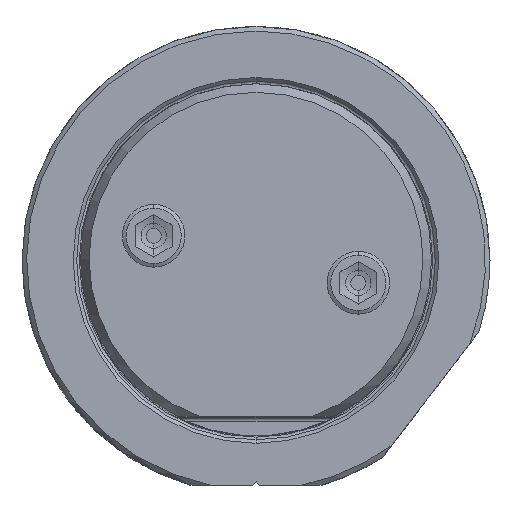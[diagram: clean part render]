
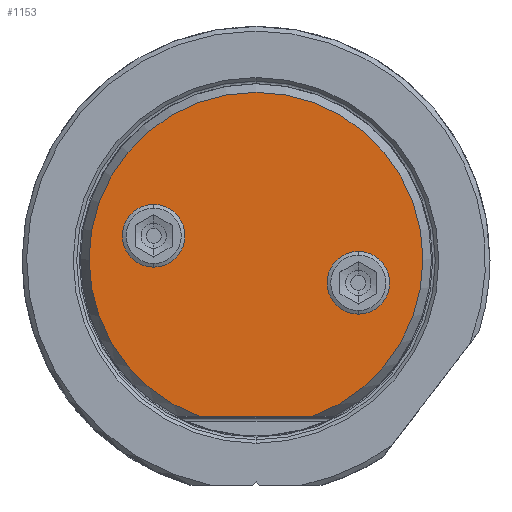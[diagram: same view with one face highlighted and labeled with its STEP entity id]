
A CAD part, top view. The second image highlights one B-rep face of the part: STEP entity #1153.
In plain terms, the highlighted planar face has unit normal (0, 0, 1).
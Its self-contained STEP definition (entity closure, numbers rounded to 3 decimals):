
#84=FACE_BOUND('',#1832,.T.);
#85=FACE_BOUND('',#1833,.T.);
#86=FACE_BOUND('',#1834,.T.);
#192=PLANE('',#6242);
#398=LINE('',#14259,#717);
#717=VECTOR('',#7340,1.);
#1153=ADVANCED_FACE('',(#84,#85,#86),#192,.T.);
#1832=EDGE_LOOP('',(#3104,#3105,#3106));
#1833=EDGE_LOOP('',(#3107,#3108));
#1834=EDGE_LOOP('',(#3109,#3110));
#3104=ORIENTED_EDGE('',*,*,#5101,.T.);
#3105=ORIENTED_EDGE('',*,*,#5102,.T.);
#3106=ORIENTED_EDGE('',*,*,#5103,.T.);
#3107=ORIENTED_EDGE('',*,*,#5097,.T.);
#3108=ORIENTED_EDGE('',*,*,#5100,.T.);
#3109=ORIENTED_EDGE('',*,*,#5104,.T.);
#3110=ORIENTED_EDGE('',*,*,#5105,.T.);
#4376=VERTEX_POINT('',#14248);
#4377=VERTEX_POINT('',#14250);
#4378=VERTEX_POINT('',#14257);
#4379=VERTEX_POINT('',#14258);
#4380=VERTEX_POINT('',#14260);
#4381=VERTEX_POINT('',#14263);
#4382=VERTEX_POINT('',#14264);
#5097=EDGE_CURVE('',#4377,#4376,#5619,.T.);
#5100=EDGE_CURVE('',#4376,#4377,#5621,.T.);
#5101=EDGE_CURVE('',#4378,#4379,#5622,.T.);
#5102=EDGE_CURVE('',#4379,#4380,#398,.T.);
#5103=EDGE_CURVE('',#4380,#4378,#5623,.T.);
#5104=EDGE_CURVE('',#4381,#4382,#5624,.T.);
#5105=EDGE_CURVE('',#4382,#4381,#5625,.T.);
#5619=CIRCLE('',#6233,3.4);
#5621=CIRCLE('',#6236,3.4);
#5622=CIRCLE('',#6238,18.122);
#5623=CIRCLE('',#6239,18.122);
#5624=CIRCLE('',#6240,3.4);
#5625=CIRCLE('',#6241,3.4);
#6233=AXIS2_PLACEMENT_3D('',#14249,#7327,#7328);
#6236=AXIS2_PLACEMENT_3D('',#14254,#7334,#7335);
#6238=AXIS2_PLACEMENT_3D('',#14256,#7338,#7339);
#6239=AXIS2_PLACEMENT_3D('',#14261,#7341,#7342);
#6240=AXIS2_PLACEMENT_3D('',#14262,#7343,#7344);
#6241=AXIS2_PLACEMENT_3D('',#14265,#7345,#7346);
#6242=AXIS2_PLACEMENT_3D('',#14266,#7347,#7348);
#7327=DIRECTION('',(0.,0.,-1.));
#7328=DIRECTION('',(1.,0.,0.));
#7334=DIRECTION('',(0.,0.,-1.));
#7335=DIRECTION('',(-1.,0.,0.));
#7338=DIRECTION('',(0.,0.,1.));
#7339=DIRECTION('',(0.,1.,0.));
#7340=DIRECTION('',(1.,0.,0.));
#7341=DIRECTION('',(0.,0.,1.));
#7342=DIRECTION('',(0.339,-0.941,0.));
#7343=DIRECTION('',(0.,0.,-1.));
#7344=DIRECTION('',(1.,0.,0.));
#7345=DIRECTION('',(0.,0.,-1.));
#7346=DIRECTION('',(-1.,0.,0.));
#7347=DIRECTION('',(0.,0.,1.));
#7348=DIRECTION('',(1.,0.,0.));
#14248=CARTESIAN_POINT('',(7.709,-2.552,69.85));
#14249=CARTESIAN_POINT('',(11.109,-2.552,69.85));
#14250=CARTESIAN_POINT('',(14.509,-2.552,69.85));
#14254=CARTESIAN_POINT('',(11.109,-2.552,69.85));
#14256=CARTESIAN_POINT('',(0.,0.,69.85));
#14257=CARTESIAN_POINT('',(0.,18.122,69.85));
#14258=CARTESIAN_POINT('',(-6.141,-17.05,69.85));
#14259=CARTESIAN_POINT('',(-6.141,-17.05,69.85));
#14260=CARTESIAN_POINT('',(6.141,-17.05,69.85));
#14261=CARTESIAN_POINT('',(0.,0.,69.85));
#14262=CARTESIAN_POINT('',(-11.109,2.552,69.85));
#14263=CARTESIAN_POINT('',(-7.709,2.552,69.85));
#14264=CARTESIAN_POINT('',(-14.509,2.552,69.85));
#14265=CARTESIAN_POINT('',(-11.109,2.552,69.85));
#14266=CARTESIAN_POINT('',(0.,0.536,69.85));
